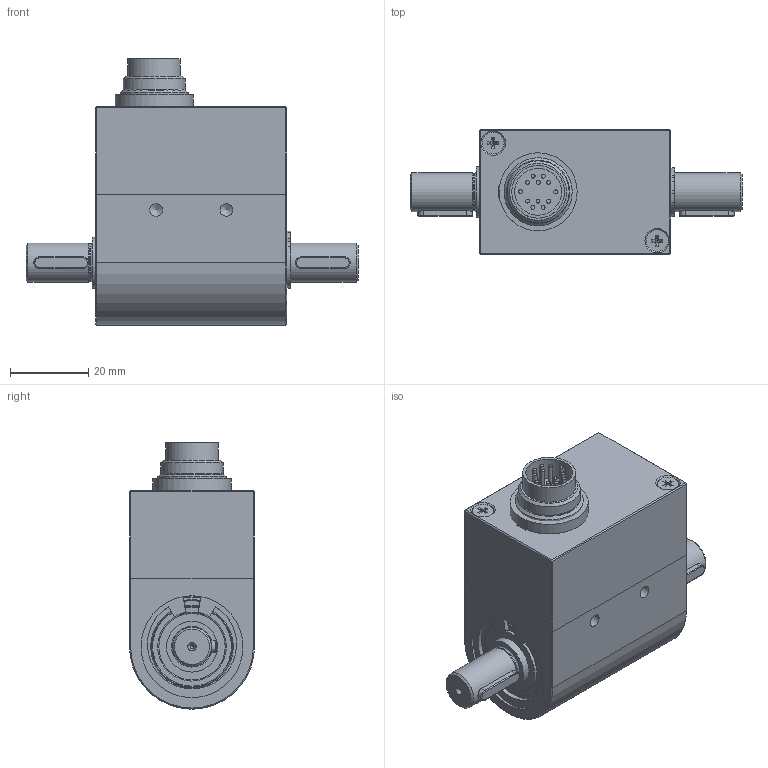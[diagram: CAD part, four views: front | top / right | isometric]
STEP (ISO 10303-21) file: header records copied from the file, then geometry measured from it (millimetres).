
FILE_DESCRIPTION( ( 'Unknown' ), '1' );
FILE_NAME( '2112-Z16_DOC-00083820.stp', 'Unknown', ( 'Unknown' ), ( 'Unknown' ), 'PSStep 17.0.49', 'Unknown', ' ' );
FILE_SCHEMA( ( 'AUTOMOTIVE_DESIGN { 1 0 10303 214 1 1 1 1 }' ) );
Length unit declared in the file: millimetre
Products named in the file (29): 2266-b05_doc-00045796; 2266-002_doc-00045790; senkschraube din 965-m3x25-h; senkschraube din 965-m3x25-h-oa6; 2112-b06_doc-00044207-oa1; 2112-002_doc-00043862; Sicherungsring DIN 472-26x1,2-T1; INA-17x26x5-61803 2RS; Sicherungsring DIN 472-28x1,2-T1-oa0; 2112-B13_DOC-00083814; Sicherungsring DIN 471-10x1-T1-oa2; INA-10x19x5-61800 2Z; 2112-007_doc-00043959; Paßscheibe DIN 988-P10x16x0,5-oa3; Paßscheibe DIN 988-P10x16x0,5-oa4; 2112-014_DOC-00083810; paßfeder a3x3x14 din 6885; paßfeder a3x3x14 din 6885-oa5; Assem1; flanschstecker 12-polig serie 723; mutter m18x1,5_doc-00044769
Assembly tree (28 placements, depth 3):
  Assem1
    flanschstecker 12-polig serie 723
    mutter m18x1,5_doc-00044769
    2112-b06_doc-00044207-oa1
      2112-002_doc-00043862
      Sicherungsring DIN 472-26x1,2-T1
      INA-17x26x5-61803 2RS
      INA-17x26x5-61803 2RS
      INA-17x26x5-61803 2RS
      INA-17x26x5-61803 2RS
      INA-17x26x5-61803 2RS
      Sicherungsring DIN 472-28x1,2-T1-oa0
    2112-B13_DOC-00083814
      Sicherungsring DIN 471-10x1-T1-oa2
      INA-10x19x5-61800 2Z
      INA-10x19x5-61800 2Z
      INA-10x19x5-61800 2Z
      INA-10x19x5-61800 2Z
      INA-10x19x5-61800 2Z
      2112-007_doc-00043959
      Paßscheibe DIN 988-P10x16x0,5-oa3
      Paßscheibe DIN 988-P10x16x0,5-oa4
      2112-014_DOC-00083810
      paßfeder a3x3x14 din 6885
      paßfeder a3x3x14 din 6885-oa5
    2266-b05_doc-00045796
      2266-002_doc-00045790
      senkschraube din 965-m3x25-h
      senkschraube din 965-m3x25-h-oa6
Bounding box: 85 x 32 x 68.2 mm (x, y, z)
Volume: 63331.2 mm3; surface area: 35158 mm2
Topology: 25 solids, 27 shells, 401 faces, 828 edges, 535 vertices
Faces by surface type: plane 186, cylinder 151, cone 37, torus 27
Full cylindrical faces by diameter (mm): 1 x26, 1.5 x2, 2 x2, 2.387 x2, 3 x2, 3.242 x4, 3.4 x2, 5.6 x2, 9.4 x1, 9.6 x1, 10 x6, 12 x1, 12.6 x2, 12.8 x2, 12.9 x2, 13 x3, 13.5 x1, 15 x1, 15.875 x1, 16.5 x1, 16.7 x2, 17 x2, 17.08 x2, 17.28 x2, 17.3 x2, 17.462 x1, 17.8 x1, 19 x2, 19.9 x1, 20 x2
Entity records: 13330 total; most frequent: DIRECTION 1832, CARTESIAN_POINT 1653, ORIENTED_EDGE 1244, AXIS2_PLACEMENT_3D 782, EDGE_LOOP 651, EDGE_CURVE 622, FACE_OUTER_BOUND 514, VERTEX_POINT 497
